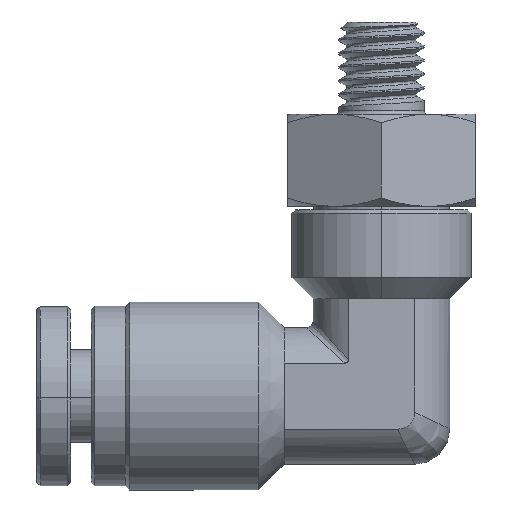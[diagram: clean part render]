
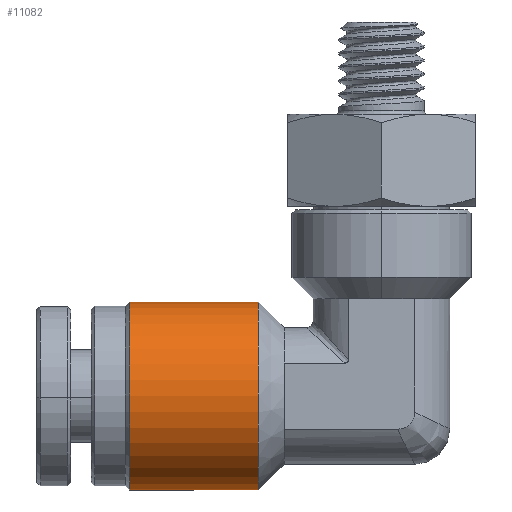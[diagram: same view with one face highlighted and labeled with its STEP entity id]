
A CAD part, left-side view. The second image highlights one B-rep face of the part: STEP entity #11082.
In plain terms, the highlighted cylindrical face has radius 5.5 mm (diameter 11 mm), a partial arc.
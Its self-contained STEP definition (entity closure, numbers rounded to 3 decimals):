
#1200 = CARTESIAN_POINT ( 'NONE',  ( 0., 7.53, 0. ) ) ;
#2808 = DIRECTION ( 'NONE',  ( 0., 0., 1. ) ) ;
#3120 = EDGE_LOOP ( 'NONE', ( #12947, #15328, #16386, #12729 ) ) ;
#3443 = VERTEX_POINT ( 'NONE', #19757 ) ;
#4109 = VECTOR ( 'NONE', #19371, 1000. ) ;
#4473 = AXIS2_PLACEMENT_3D ( 'NONE', #9298, #13951, #20311 ) ;
#6643 = CARTESIAN_POINT ( 'NONE',  ( 0., -0.02, 0. ) ) ;
#6768 = CARTESIAN_POINT ( 'NONE',  ( 0., 9.78, -5.5 ) ) ;
#7353 = CARTESIAN_POINT ( 'NONE',  ( 0., 7.53, 5.5 ) ) ;
#7837 = EDGE_CURVE ( 'NONE', #13336, #12410, #20394, .T. ) ;
#7902 = AXIS2_PLACEMENT_3D ( 'NONE', #1200, #12262, #2808 ) ;
#7950 = EDGE_CURVE ( 'NONE', #9039, #3443, #19156, .T. ) ;
#8235 = DIRECTION ( 'NONE',  ( 0., 0., 1. ) ) ;
#8579 = VECTOR ( 'NONE', #13483, 1000. ) ;
#9039 = VERTEX_POINT ( 'NONE', #7353 ) ;
#9298 = CARTESIAN_POINT ( 'NONE',  ( 0., 9.78, 0. ) ) ;
#11082 = ADVANCED_FACE ( 'NONE', ( #17153 ), #11490, .T. ) ;
#11490 = CYLINDRICAL_SURFACE ( 'NONE', #4473, 5.5 ) ;
#11905 = CARTESIAN_POINT ( 'NONE',  ( 0., 9.78, 5.5 ) ) ;
#12240 = CARTESIAN_POINT ( 'NONE',  ( 0., 7.53, -5.5 ) ) ;
#12262 = DIRECTION ( 'NONE',  ( 0., -1., 0. ) ) ;
#12410 = VERTEX_POINT ( 'NONE', #20214 ) ;
#12729 = ORIENTED_EDGE ( 'NONE', *, *, #19318, .T. ) ;
#12947 = ORIENTED_EDGE ( 'NONE', *, *, #7950, .F. ) ;
#13336 = VERTEX_POINT ( 'NONE', #12240 ) ;
#13483 = DIRECTION ( 'NONE',  ( 0., -1., 0. ) ) ;
#13951 = DIRECTION ( 'NONE',  ( 0., -1., 0. ) ) ;
#14621 = CIRCLE ( 'NONE', #16005, 5.5 ) ;
#15328 = ORIENTED_EDGE ( 'NONE', *, *, #20474, .T. ) ;
#15773 = CIRCLE ( 'NONE', #7902, 5.5 ) ;
#16005 = AXIS2_PLACEMENT_3D ( 'NONE', #6643, #17662, #8235 ) ;
#16386 = ORIENTED_EDGE ( 'NONE', *, *, #7837, .T. ) ;
#17153 = FACE_OUTER_BOUND ( 'NONE', #3120, .T. ) ;
#17662 = DIRECTION ( 'NONE',  ( 0., 1., 0. ) ) ;
#19156 = LINE ( 'NONE', #11905, #8579 ) ;
#19318 = EDGE_CURVE ( 'NONE', #12410, #3443, #14621, .T. ) ;
#19371 = DIRECTION ( 'NONE',  ( 0., -1., 0. ) ) ;
#19757 = CARTESIAN_POINT ( 'NONE',  ( 0., -0.02, 5.5 ) ) ;
#20214 = CARTESIAN_POINT ( 'NONE',  ( 0., -0.02, -5.5 ) ) ;
#20311 = DIRECTION ( 'NONE',  ( 0., 0., -1. ) ) ;
#20394 = LINE ( 'NONE', #6768, #4109 ) ;
#20474 = EDGE_CURVE ( 'NONE', #9039, #13336, #15773, .T. ) ;
